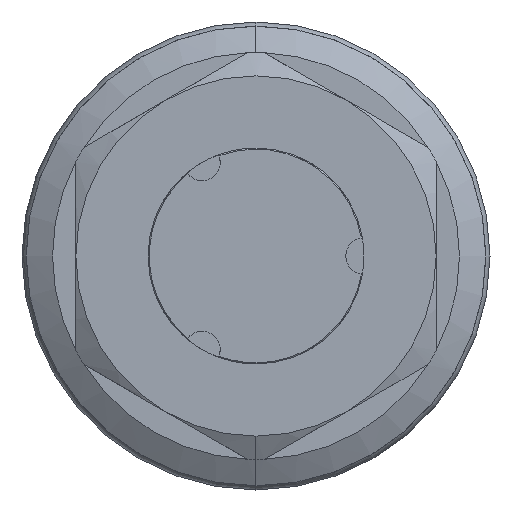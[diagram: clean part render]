
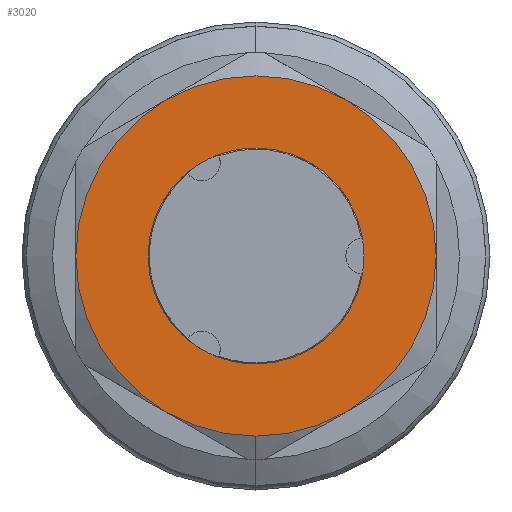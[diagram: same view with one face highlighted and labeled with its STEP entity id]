
A CAD part, left-side view. The second image highlights one B-rep face of the part: STEP entity #3020.
In plain terms, the highlighted planar face has unit normal (-1, 0, 0).
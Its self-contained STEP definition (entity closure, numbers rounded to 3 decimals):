
#58 = ORIENTED_EDGE ( 'NONE', *, *, #2452, .F. ) ;
#94 = ORIENTED_EDGE ( 'NONE', *, *, #5687, .F. ) ;
#203 = ORIENTED_EDGE ( 'NONE', *, *, #5683, .F. ) ;
#204 = ORIENTED_EDGE ( 'NONE', *, *, #2472, .F. ) ;
#720 = CARTESIAN_POINT ( 'NONE',  ( 0., 0., -7.839 ) ) ;
#903 = CARTESIAN_POINT ( 'NONE',  ( 0., 15.85, 0. ) ) ;
#946 = CARTESIAN_POINT ( 'NONE',  ( 0., -7.925, -13.727 ) ) ;
#1107 = AXIS2_PLACEMENT_3D ( 'NONE', #6230, #6217, #6235 ) ;
#2102 = CARTESIAN_POINT ( 'NONE',  ( 0., 0., 0. ) ) ;
#2114 = DIRECTION ( 'NONE',  ( 0., 0., -1. ) ) ;
#2115 = DIRECTION ( 'NONE',  ( 1., 0., 0. ) ) ;
#2242 = CARTESIAN_POINT ( 'NONE',  ( 0., 0., 0. ) ) ;
#2263 = DIRECTION ( 'NONE',  ( 1., 0., 0. ) ) ;
#2275 = DIRECTION ( 'NONE',  ( 0., 0., -1. ) ) ;
#2311 = DIRECTION ( 'NONE',  ( 0., 0., -1. ) ) ;
#2315 = DIRECTION ( 'NONE',  ( 1., 0., 0. ) ) ;
#2320 = CARTESIAN_POINT ( 'NONE',  ( 0., 0., 0. ) ) ;
#2452 = EDGE_CURVE ( 'NONE', #7125, #5326, #4537, .T. ) ;
#2472 = EDGE_CURVE ( 'NONE', #5336, #7057, #4499, .T. ) ;
#2481 = EDGE_CURVE ( 'NONE', #7159, #5336, #4400, .T. ) ;
#2542 = EDGE_CURVE ( 'NONE', #5326, #7167, #3901, .T. ) ;
#2545 = EDGE_CURVE ( 'NONE', #7207, #5425, #4548, .T. ) ;
#2608 = DIRECTION ( 'NONE',  ( -1., 0., 0. ) ) ;
#2642 = CARTESIAN_POINT ( 'NONE',  ( 0., 0., 0. ) ) ;
#2664 = DIRECTION ( 'NONE',  ( 1., 0., 0. ) ) ;
#2665 = DIRECTION ( 'NONE',  ( 0., 0., -1. ) ) ;
#2672 = CARTESIAN_POINT ( 'NONE',  ( 0., 0., 0. ) ) ;
#2823 = DIRECTION ( 'NONE',  ( 0., 0., 1. ) ) ;
#3020 = ADVANCED_FACE ( 'NONE', ( #4663, #3917 ), #6227, .T. ) ;
#3172 = ORIENTED_EDGE ( 'NONE', *, *, #5677, .F. ) ;
#3330 = ORIENTED_EDGE ( 'NONE', *, *, #2545, .F. ) ;
#3381 = ORIENTED_EDGE ( 'NONE', *, *, #5682, .F. ) ;
#3413 = ORIENTED_EDGE ( 'NONE', *, *, #2481, .F. ) ;
#3772 = ORIENTED_EDGE ( 'NONE', *, *, #2542, .F. ) ;
#3901 = CIRCLE ( 'NONE', #6369, 15.85 ) ;
#3917 = FACE_BOUND ( 'NONE', #5797, .T. ) ;
#4216 = CIRCLE ( 'NONE', #6966, 15.85 ) ;
#4400 = CIRCLE ( 'NONE', #7582, 15.85 ) ;
#4401 = CIRCLE ( 'NONE', #6993, 15.85 ) ;
#4422 = CIRCLE ( 'NONE', #6987, 7.839 ) ;
#4499 = CIRCLE ( 'NONE', #7554, 15.85 ) ;
#4537 = CIRCLE ( 'NONE', #7620, 15.85 ) ;
#4548 = CIRCLE ( 'NONE', #6379, 7.839 ) ;
#4555 = CIRCLE ( 'NONE', #6988, 15.85 ) ;
#4663 = FACE_OUTER_BOUND ( 'NONE', #5812, .T. ) ;
#5326 = VERTEX_POINT ( 'NONE', #946 ) ;
#5336 = VERTEX_POINT ( 'NONE', #903 ) ;
#5425 = VERTEX_POINT ( 'NONE', #720 ) ;
#5677 = EDGE_CURVE ( 'NONE', #5425, #7207, #4422, .T. ) ;
#5682 = EDGE_CURVE ( 'NONE', #7146, #7125, #4555, .T. ) ;
#5683 = EDGE_CURVE ( 'NONE', #7057, #7146, #4401, .T. ) ;
#5687 = EDGE_CURVE ( 'NONE', #7167, #7159, #4216, .T. ) ;
#5797 = EDGE_LOOP ( 'NONE', ( #3330, #3172 ) ) ;
#5812 = EDGE_LOOP ( 'NONE', ( #3413, #94, #3772, #58, #3381, #203, #204 ) ) ;
#6217 = DIRECTION ( 'NONE',  ( -1., 0., 0. ) ) ;
#6227 = PLANE ( 'NONE',  #1107 ) ;
#6230 = CARTESIAN_POINT ( 'NONE',  ( 0., 0., 0. ) ) ;
#6235 = DIRECTION ( 'NONE',  ( 0., 0., 1. ) ) ;
#6369 = AXIS2_PLACEMENT_3D ( 'NONE', #2642, #2664, #2665 ) ;
#6379 = AXIS2_PLACEMENT_3D ( 'NONE', #2672, #2608, #2823 ) ;
#6966 = AXIS2_PLACEMENT_3D ( 'NONE', #8492, #8493, #8494 ) ;
#6987 = AXIS2_PLACEMENT_3D ( 'NONE', #8430, #8432, #8433 ) ;
#6988 = AXIS2_PLACEMENT_3D ( 'NONE', #8452, #8453, #8454 ) ;
#6993 = AXIS2_PLACEMENT_3D ( 'NONE', #8457, #8458, #8459 ) ;
#7057 = VERTEX_POINT ( 'NONE', #8815 ) ;
#7125 = VERTEX_POINT ( 'NONE', #8883 ) ;
#7146 = VERTEX_POINT ( 'NONE', #8904 ) ;
#7159 = VERTEX_POINT ( 'NONE', #8917 ) ;
#7167 = VERTEX_POINT ( 'NONE', #8925 ) ;
#7207 = VERTEX_POINT ( 'NONE', #8965 ) ;
#7554 = AXIS2_PLACEMENT_3D ( 'NONE', #2102, #2115, #2114 ) ;
#7582 = AXIS2_PLACEMENT_3D ( 'NONE', #2320, #2315, #2311 ) ;
#7620 = AXIS2_PLACEMENT_3D ( 'NONE', #2242, #2263, #2275 ) ;
#8430 = CARTESIAN_POINT ( 'NONE',  ( 0., 0., 0. ) ) ;
#8432 = DIRECTION ( 'NONE',  ( -1., 0., 0. ) ) ;
#8433 = DIRECTION ( 'NONE',  ( 0., 0., 1. ) ) ;
#8452 = CARTESIAN_POINT ( 'NONE',  ( 0., 0., 0. ) ) ;
#8453 = DIRECTION ( 'NONE',  ( 1., 0., 0. ) ) ;
#8454 = DIRECTION ( 'NONE',  ( 0., 0., -1. ) ) ;
#8457 = CARTESIAN_POINT ( 'NONE',  ( 0., 0., 0. ) ) ;
#8458 = DIRECTION ( 'NONE',  ( 1., 0., 0. ) ) ;
#8459 = DIRECTION ( 'NONE',  ( 0., 0., -1. ) ) ;
#8492 = CARTESIAN_POINT ( 'NONE',  ( 0., 0., 0. ) ) ;
#8493 = DIRECTION ( 'NONE',  ( 1., 0., 0. ) ) ;
#8494 = DIRECTION ( 'NONE',  ( 0., 0., -1. ) ) ;
#8815 = CARTESIAN_POINT ( 'NONE',  ( 0., 7.925, 13.727 ) ) ;
#8883 = CARTESIAN_POINT ( 'NONE',  ( 0., -15.85, 0. ) ) ;
#8904 = CARTESIAN_POINT ( 'NONE',  ( 0., -7.925, 13.727 ) ) ;
#8917 = CARTESIAN_POINT ( 'NONE',  ( 0., 7.925, -13.727 ) ) ;
#8925 = CARTESIAN_POINT ( 'NONE',  ( 0., 0., -15.85 ) ) ;
#8965 = CARTESIAN_POINT ( 'NONE',  ( 0., 0., 7.839 ) ) ;
